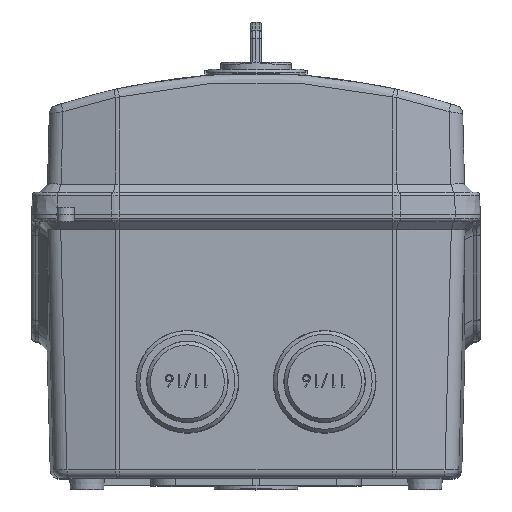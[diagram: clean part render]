
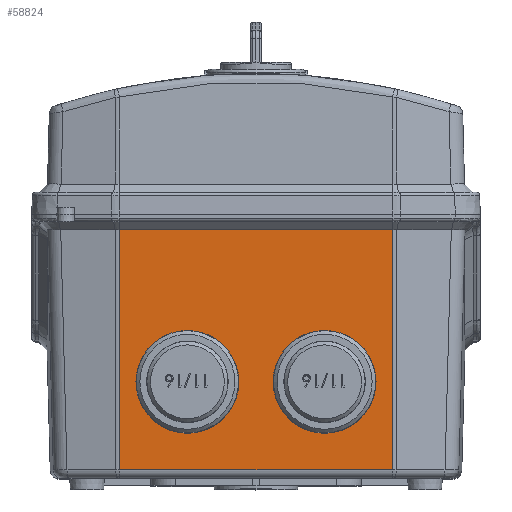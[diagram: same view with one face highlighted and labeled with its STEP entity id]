
A CAD part, top view. The second image highlights one B-rep face of the part: STEP entity #58824.
In plain terms, the highlighted planar face has unit normal (0, -0.026, 1).
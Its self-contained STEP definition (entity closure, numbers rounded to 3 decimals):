
#1032 = VERTEX_POINT ( 'NONE', #102905 ) ;
#2646 = DIRECTION ( 'NONE',  ( 1., 0., 0. ) ) ;
#3839 = CARTESIAN_POINT ( 'NONE',  ( 38.714, 2.435, 94.1 ) ) ;
#7759 = LINE ( 'NONE', #73695, #58269 ) ;
#8332 = DIRECTION ( 'NONE',  ( 0.003, 1., 0.026 ) ) ;
#9301 = CARTESIAN_POINT ( 'NONE',  ( 19.5, 27.426, 94.754 ) ) ;
#11309 = CARTESIAN_POINT ( 'NONE',  ( 39.276, 2.435, 94.1 ) ) ;
#11652 = VECTOR ( 'NONE', #27915, 1000. ) ;
#12631 = EDGE_CURVE ( 'NONE', #1032, #87640, #100519, .T. ) ;
#13595 = DIRECTION ( 'NONE',  ( 0., -1., -0.026 ) ) ;
#15178 = PLANE ( 'NONE',  #25740 ) ;
#17481 = LINE ( 'NONE', #106202, #76701 ) ;
#21330 = EDGE_CURVE ( 'NONE', #87640, #61570, #17481, .T. ) ;
#21728 = DIRECTION ( 'NONE',  ( 0., 0.026, -1. ) ) ;
#21766 = CARTESIAN_POINT ( 'NONE',  ( -19.5, 12.809, 94.371 ) ) ;
#25740 = AXIS2_PLACEMENT_3D ( 'NONE', #75162, #58380, #57312 ) ;
#26588 = DIRECTION ( 'NONE',  ( 0., -1., -0.026 ) ) ;
#27825 = ORIENTED_EDGE ( 'NONE', *, *, #80045, .T. ) ;
#27915 = DIRECTION ( 'NONE',  ( 0.003, -1., -0.026 ) ) ;
#30223 = EDGE_CURVE ( 'NONE', #36765, #1032, #35491, .T. ) ;
#31315 = EDGE_CURVE ( 'NONE', #96617, #96617, #102175, .T. ) ;
#31494 = VECTOR ( 'NONE', #2646, 1000. ) ;
#33549 = FACE_BOUND ( 'NONE', #87042, .T. ) ;
#35491 = LINE ( 'NONE', #93311, #11652 ) ;
#36765 = VERTEX_POINT ( 'NONE', #94007 ) ;
#41643 = ORIENTED_EDGE ( 'NONE', *, *, #12631, .T. ) ;
#45186 = EDGE_CURVE ( 'NONE', #36765, #61570, #7759, .T. ) ;
#46233 = CARTESIAN_POINT ( 'NONE',  ( 38.918, 70.7, 95.887 ) ) ;
#46589 = AXIS2_PLACEMENT_3D ( 'NONE', #95800, #21728, #13595 ) ;
#50229 = ORIENTED_EDGE ( 'NONE', *, *, #31315, .F. ) ;
#55519 = AXIS2_PLACEMENT_3D ( 'NONE', #9301, #84958, #26588 ) ;
#57312 = DIRECTION ( 'NONE',  ( 0., -1., -0.026 ) ) ;
#58269 = VECTOR ( 'NONE', #96980, 1000. ) ;
#58380 = DIRECTION ( 'NONE',  ( 0., -0.026, 1. ) ) ;
#58824 = ADVANCED_FACE ( 'NONE', ( #83257, #33549, #90851 ), #15178, .T. ) ;
#61179 = EDGE_LOOP ( 'NONE', ( #27825 ) ) ;
#61570 = VERTEX_POINT ( 'NONE', #46233 ) ;
#61831 = ORIENTED_EDGE ( 'NONE', *, *, #21330, .T. ) ;
#73695 = CARTESIAN_POINT ( 'NONE',  ( 0., 70.7, 95.887 ) ) ;
#75162 = CARTESIAN_POINT ( 'NONE',  ( 0., 75., 96. ) ) ;
#76701 = VECTOR ( 'NONE', #8332, 1000. ) ;
#78276 = CARTESIAN_POINT ( 'NONE',  ( 19.5, 12.809, 94.371 ) ) ;
#80045 = EDGE_CURVE ( 'NONE', #103943, #103943, #84538, .T. ) ;
#82345 = EDGE_LOOP ( 'NONE', ( #91115, #106845, #41643, #61831 ) ) ;
#83257 = FACE_OUTER_BOUND ( 'NONE', #82345, .T. ) ;
#84538 = CIRCLE ( 'NONE', #46589, 14.622 ) ;
#84958 = DIRECTION ( 'NONE',  ( 0., -0.026, 1. ) ) ;
#87042 = EDGE_LOOP ( 'NONE', ( #50229 ) ) ;
#87640 = VERTEX_POINT ( 'NONE', #3839 ) ;
#90851 = FACE_BOUND ( 'NONE', #61179, .T. ) ;
#91115 = ORIENTED_EDGE ( 'NONE', *, *, #45186, .F. ) ;
#93311 = CARTESIAN_POINT ( 'NONE',  ( -38.93, 74.884, 95.997 ) ) ;
#94007 = CARTESIAN_POINT ( 'NONE',  ( -38.918, 70.7, 95.887 ) ) ;
#95800 = CARTESIAN_POINT ( 'NONE',  ( -19.5, 27.426, 94.754 ) ) ;
#96617 = VERTEX_POINT ( 'NONE', #78276 ) ;
#96980 = DIRECTION ( 'NONE',  ( 1., 0., 0. ) ) ;
#100519 = LINE ( 'NONE', #11309, #31494 ) ;
#102175 = CIRCLE ( 'NONE', #55519, 14.622 ) ;
#102905 = CARTESIAN_POINT ( 'NONE',  ( -38.714, 2.435, 94.1 ) ) ;
#103943 = VERTEX_POINT ( 'NONE', #21766 ) ;
#106202 = CARTESIAN_POINT ( 'NONE',  ( 38.931, 75.002, 96. ) ) ;
#106845 = ORIENTED_EDGE ( 'NONE', *, *, #30223, .T. ) ;
